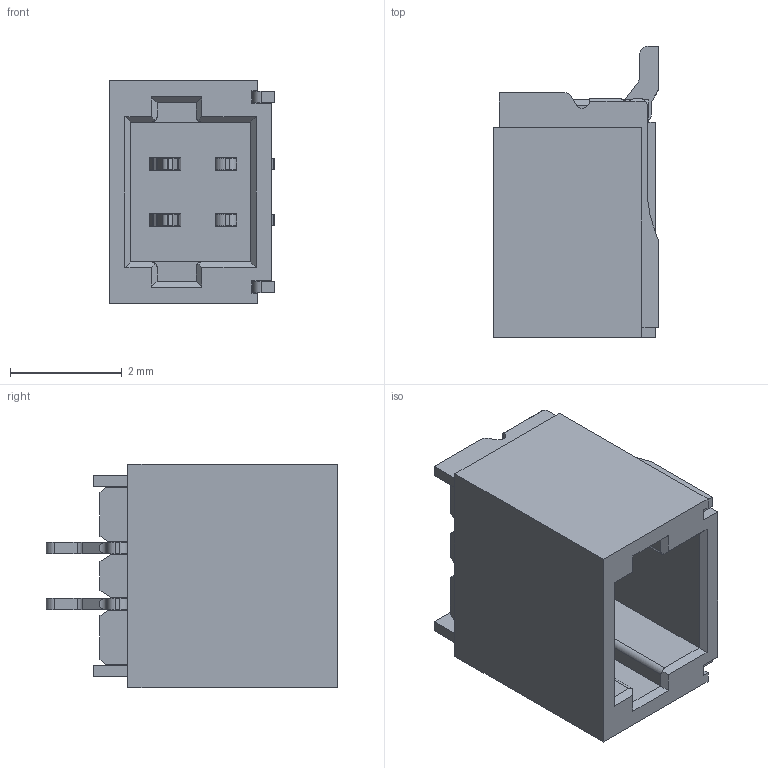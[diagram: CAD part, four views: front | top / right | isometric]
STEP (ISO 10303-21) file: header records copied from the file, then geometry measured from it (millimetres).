
FILE_DESCRIPTION((''),'2;1');
FILE_NAME('5PIN-185220','2022-08-04T',('admin'),(''),'PRO/ENGINEER BY PARAMETRIC TECHNOLOGY CORPORATION, 2010280','PRO/ENGINEER BY PARAMETRIC TECHNOLOGY CORPORATION, 2010280','');
FILE_SCHEMA(('CONFIG_CONTROL_DESIGN'));
Length unit declared in the file: millimetre
Products named in the file (1): 5PIN-185220
Bounding box: 2.95 x 5.21 x 4 mm (x, y, z)
Volume: 30.1 mm3; surface area: 177.8 mm2
Topology: 1 solids, 1 shells, 319 faces, 1000 edges, 652 vertices
Faces by surface type: plane 211, cylinder 108
Entity records: 11149 total; most frequent: CARTESIAN_POINT 2096, ORIENTED_EDGE 2000, DIRECTION 1788, EDGE_CURVE 1000, VECTOR 758, LINE 758, VERTEX_POINT 652, AXIS2_PLACEMENT_3D 515
